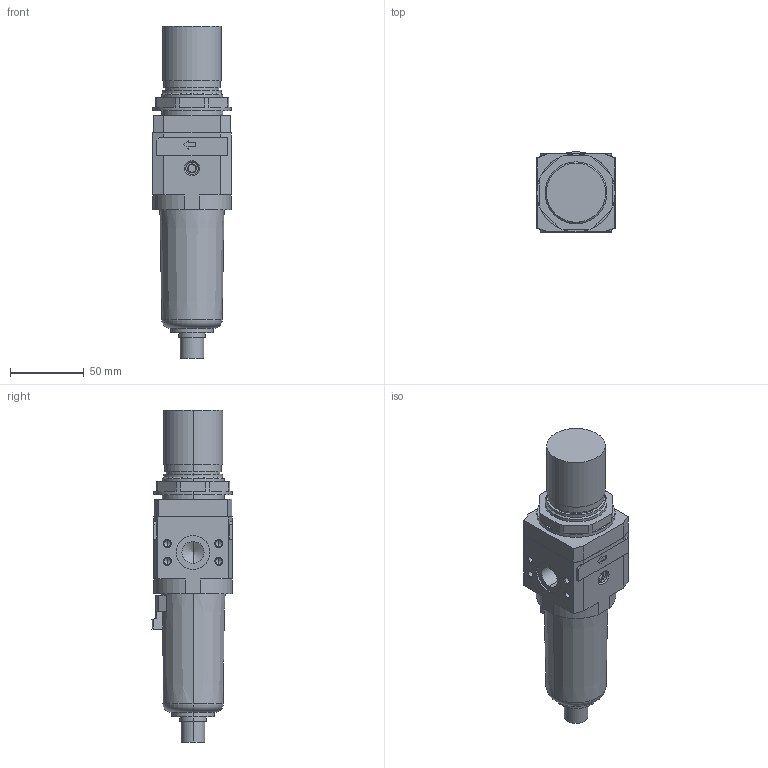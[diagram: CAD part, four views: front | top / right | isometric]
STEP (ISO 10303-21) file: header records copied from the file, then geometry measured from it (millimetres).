
FILE_DESCRIPTION((''),'2;1');
FILE_NAME('17204B_.stp','2003-06-16T14:55:09',('maffial1'),(''),'Autodesk Inventor 7','Autodesk Inventor 7','');
FILE_SCHEMA(('AUTOMOTIVE_DESIGN { 1 0 10303 214 1 1 1 1 }'));
Length unit declared in the file: millimetre
Products named in the file (4): 17204B_; 17204B_(1); RS_1702_12; RK_1701_020
Assembly tree (3 placements, depth 2):
  17204B_
    17204B_(1)
    RS_1702_12
    RK_1701_020
Bounding box: 53 x 54.39 x 225 mm (x, y, z)
Volume: 363963.9 mm3; surface area: 52227.4 mm2
Topology: 3 solids, 5 shells, 252 faces, 609 edges, 375 vertices
Faces by surface type: bspline 96, plane 95, cylinder 40, cone 15, torus 6
Entity records: 8188 total; most frequent: CARTESIAN_POINT 2539, ORIENTED_EDGE 1170, DIRECTION 1104, EDGE_CURVE 585, VERTEX_POINT 375, AXIS2_PLACEMENT_3D 368, VECTOR 368, LINE 368
